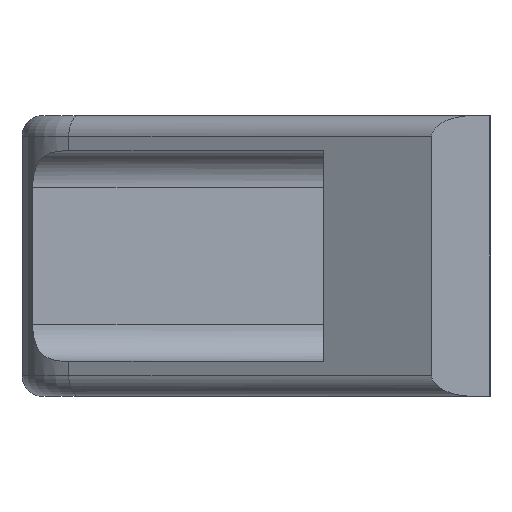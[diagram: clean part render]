
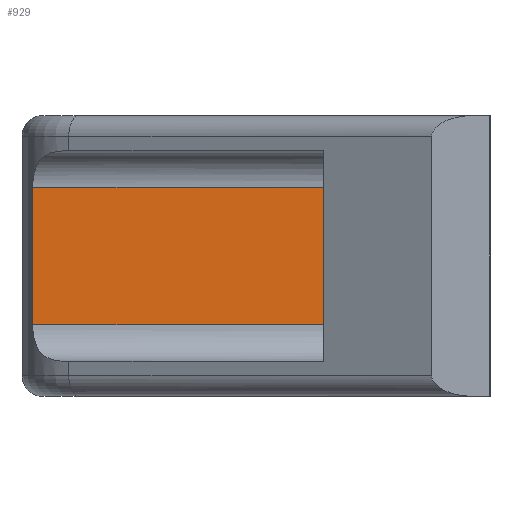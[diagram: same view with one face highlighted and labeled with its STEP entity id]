
A CAD part, left-side view. The second image highlights one B-rep face of the part: STEP entity #929.
In plain terms, the highlighted planar face has unit normal (-1, 0, 0).
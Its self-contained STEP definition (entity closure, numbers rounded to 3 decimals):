
#159=FACE_OUTER_BOUND('',#217,.T.);
#217=EDGE_LOOP('',(#833,#834,#835,#836));
#253=LINE('',#1430,#327);
#277=LINE('',#1543,#351);
#295=LINE('',#1660,#369);
#296=LINE('',#1662,#370);
#327=VECTOR('',#1117,1000.);
#351=VECTOR('',#1227,1000.);
#369=VECTOR('',#1327,1000.);
#370=VECTOR('',#1330,1000.);
#405=VERTEX_POINT('',#1427);
#406=VERTEX_POINT('',#1429);
#437=VERTEX_POINT('',#1527);
#438=VERTEX_POINT('',#1542);
#493=EDGE_CURVE('',#405,#406,#253,.T.);
#544=EDGE_CURVE('',#438,#437,#277,.T.);
#583=EDGE_CURVE('',#438,#405,#295,.T.);
#584=EDGE_CURVE('',#437,#406,#296,.T.);
#833=ORIENTED_EDGE('',*,*,#544,.T.);
#834=ORIENTED_EDGE('',*,*,#584,.T.);
#835=ORIENTED_EDGE('',*,*,#493,.F.);
#836=ORIENTED_EDGE('',*,*,#583,.F.);
#880=PLANE('',#1049);
#929=ADVANCED_FACE('',(#159),#880,.T.);
#1049=AXIS2_PLACEMENT_3D('',#1661,#1328,#1329);
#1117=DIRECTION('',(0.,0.,-1.));
#1227=DIRECTION('',(0.,0.,-1.));
#1327=DIRECTION('',(0.,-1.,0.));
#1328=DIRECTION('center_axis',(-1.,0.,0.));
#1329=DIRECTION('ref_axis',(0.,0.,1.));
#1330=DIRECTION('',(0.,-1.,0.));
#1427=CARTESIAN_POINT('',(-57.25,16.,6.625));
#1429=CARTESIAN_POINT('',(-57.25,16.,-6.625));
#1430=CARTESIAN_POINT('',(-57.25,16.,6.625));
#1527=CARTESIAN_POINT('',(-57.25,43.966,-6.625));
#1542=CARTESIAN_POINT('',(-57.25,43.966,6.625));
#1543=CARTESIAN_POINT('',(-57.25,43.966,13.5));
#1660=CARTESIAN_POINT('',(-57.25,61.,6.625));
#1661=CARTESIAN_POINT('Origin',(-57.25,61.,6.625));
#1662=CARTESIAN_POINT('',(-57.25,61.,-6.625));
